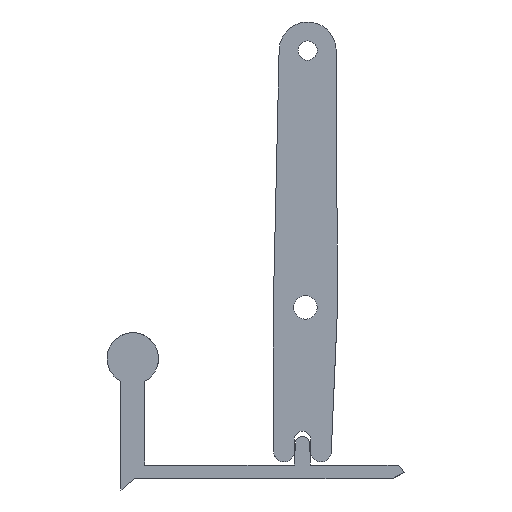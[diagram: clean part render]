
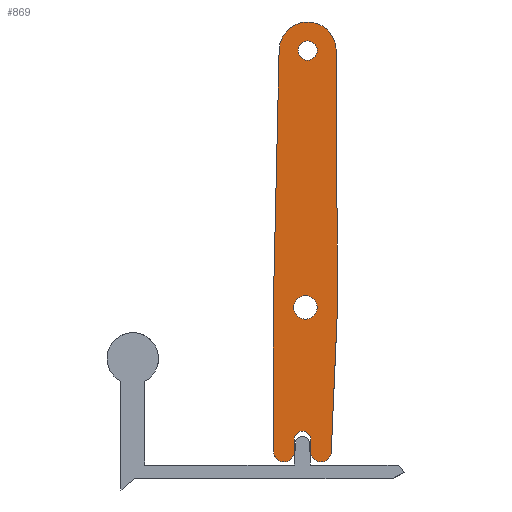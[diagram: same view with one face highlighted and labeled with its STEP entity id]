
A CAD part, front view. The second image highlights one B-rep face of the part: STEP entity #869.
In plain terms, the highlighted planar face has unit normal (0, -1, 0).
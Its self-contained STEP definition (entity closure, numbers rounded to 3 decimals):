
#17=FACE_BOUND('',#110,.T.);
#18=FACE_BOUND('',#111,.T.);
#24=PLANE('',#934);
#61=FACE_OUTER_BOUND('',#109,.T.);
#109=EDGE_LOOP('',(#610,#611,#612,#613,#614,#615,#616,#617,#618,#619,#620,
#621,#622));
#110=EDGE_LOOP('',(#623));
#111=EDGE_LOOP('',(#624));
#162=LINE('',#1277,#260);
#166=LINE('',#1284,#264);
#167=LINE('',#1291,#265);
#168=LINE('',#1295,#266);
#169=LINE('',#1299,#267);
#170=LINE('',#1303,#268);
#260=VECTOR('',#1020,10.);
#264=VECTOR('',#1026,10.);
#265=VECTOR('',#1033,10.);
#266=VECTOR('',#1036,10.);
#267=VECTOR('',#1039,10.);
#268=VECTOR('',#1042,10.);
#356=CIRCLE('',#931,1.164);
#357=CIRCLE('',#935,1.45);
#358=CIRCLE('',#936,1.45);
#359=CIRCLE('',#937,4.5);
#360=CIRCLE('',#938,4.);
#361=CIRCLE('',#939,4.5);
#362=CIRCLE('',#940,1.45);
#363=CIRCLE('',#941,1.65);
#364=CIRCLE('',#942,1.35);
#387=VERTEX_POINT('',#1268);
#388=VERTEX_POINT('',#1270);
#390=VERTEX_POINT('',#1276);
#392=VERTEX_POINT('',#1282);
#393=VERTEX_POINT('',#1286);
#394=VERTEX_POINT('',#1288);
#395=VERTEX_POINT('',#1290);
#396=VERTEX_POINT('',#1292);
#397=VERTEX_POINT('',#1294);
#398=VERTEX_POINT('',#1296);
#399=VERTEX_POINT('',#1298);
#400=VERTEX_POINT('',#1300);
#401=VERTEX_POINT('',#1302);
#402=VERTEX_POINT('',#1305);
#403=VERTEX_POINT('',#1307);
#472=EDGE_CURVE('',#388,#387,#356,.T.);
#475=EDGE_CURVE('',#390,#388,#162,.T.);
#479=EDGE_CURVE('',#387,#392,#166,.T.);
#480=EDGE_CURVE('',#390,#393,#357,.T.);
#481=EDGE_CURVE('',#394,#392,#358,.T.);
#482=EDGE_CURVE('',#395,#394,#167,.T.);
#483=EDGE_CURVE('',#396,#395,#359,.T.);
#484=EDGE_CURVE('',#397,#396,#168,.T.);
#485=EDGE_CURVE('',#398,#397,#360,.T.);
#486=EDGE_CURVE('',#398,#399,#169,.T.);
#487=EDGE_CURVE('',#400,#399,#361,.T.);
#488=EDGE_CURVE('',#401,#400,#170,.T.);
#489=EDGE_CURVE('',#393,#401,#362,.T.);
#490=EDGE_CURVE('',#402,#402,#363,.T.);
#491=EDGE_CURVE('',#403,#403,#364,.T.);
#610=ORIENTED_EDGE('',*,*,#480,.F.);
#611=ORIENTED_EDGE('',*,*,#475,.T.);
#612=ORIENTED_EDGE('',*,*,#472,.T.);
#613=ORIENTED_EDGE('',*,*,#479,.T.);
#614=ORIENTED_EDGE('',*,*,#481,.F.);
#615=ORIENTED_EDGE('',*,*,#482,.F.);
#616=ORIENTED_EDGE('',*,*,#483,.F.);
#617=ORIENTED_EDGE('',*,*,#484,.F.);
#618=ORIENTED_EDGE('',*,*,#485,.F.);
#619=ORIENTED_EDGE('',*,*,#486,.T.);
#620=ORIENTED_EDGE('',*,*,#487,.F.);
#621=ORIENTED_EDGE('',*,*,#488,.F.);
#622=ORIENTED_EDGE('',*,*,#489,.F.);
#623=ORIENTED_EDGE('',*,*,#490,.F.);
#624=ORIENTED_EDGE('',*,*,#491,.F.);
#869=ADVANCED_FACE('',(#61,#17,#18),#24,.F.);
#931=AXIS2_PLACEMENT_3D('',#1271,#1014,#1015);
#934=AXIS2_PLACEMENT_3D('',#1285,#1027,#1028);
#935=AXIS2_PLACEMENT_3D('',#1287,#1029,#1030);
#936=AXIS2_PLACEMENT_3D('',#1289,#1031,#1032);
#937=AXIS2_PLACEMENT_3D('',#1293,#1034,#1035);
#938=AXIS2_PLACEMENT_3D('',#1297,#1037,#1038);
#939=AXIS2_PLACEMENT_3D('',#1301,#1040,#1041);
#940=AXIS2_PLACEMENT_3D('',#1304,#1043,#1044);
#941=AXIS2_PLACEMENT_3D('',#1306,#1045,#1046);
#942=AXIS2_PLACEMENT_3D('',#1308,#1047,#1048);
#1014=DIRECTION('center_axis',(0.,1.,0.));
#1015=DIRECTION('ref_axis',(-1.,0.,0.));
#1020=DIRECTION('',(0.,0.,1.));
#1026=DIRECTION('',(-0.026,0.,-1.));
#1027=DIRECTION('center_axis',(0.,1.,0.));
#1028=DIRECTION('ref_axis',(-1.,0.,0.));
#1029=DIRECTION('center_axis',(0.,1.,0.));
#1030=DIRECTION('ref_axis',(-1.,0.,0.));
#1031=DIRECTION('center_axis',(0.,1.,0.));
#1032=DIRECTION('ref_axis',(-1.,0.,0.));
#1033=DIRECTION('',(-0.044,0.,-0.999));
#1034=DIRECTION('center_axis',(0.,1.,0.));
#1035=DIRECTION('ref_axis',(-1.,0.,0.));
#1036=DIRECTION('',(0.005,0.,-1.));
#1037=DIRECTION('center_axis',(0.,1.,0.));
#1038=DIRECTION('ref_axis',(-1.,0.,0.));
#1039=DIRECTION('',(-0.023,0.,-1.));
#1040=DIRECTION('center_axis',(0.,1.,0.));
#1041=DIRECTION('ref_axis',(-1.,0.,0.));
#1042=DIRECTION('',(-0.002,0.,1.));
#1043=DIRECTION('center_axis',(0.,1.,0.));
#1044=DIRECTION('ref_axis',(-1.,0.,0.));
#1045=DIRECTION('center_axis',(0.,-1.,0.));
#1046=DIRECTION('ref_axis',(-1.,0.,0.));
#1047=DIRECTION('center_axis',(0.,-1.,0.));
#1048=DIRECTION('ref_axis',(-1.,0.,0.));
#1268=CARTESIAN_POINT('',(4.316,2.,28.491));
#1270=CARTESIAN_POINT('',(1.989,2.,28.493));
#1271=CARTESIAN_POINT('Origin',(3.152,2.,28.493));
#1276=CARTESIAN_POINT('',(1.989,2.,26.797));
#1277=CARTESIAN_POINT('',(1.989,2.,45.926));
#1282=CARTESIAN_POINT('',(4.276,2.,26.934));
#1284=CARTESIAN_POINT('',(4.79,2.,46.751));
#1285=CARTESIAN_POINT('Origin',(3.546,2.,65.056));
#1286=CARTESIAN_POINT('',(1.989,2.,26.779));
#1287=CARTESIAN_POINT('Origin',(0.539,2.,26.779));
#1288=CARTESIAN_POINT('',(7.167,2.,26.723));
#1289=CARTESIAN_POINT('Origin',(5.718,2.,26.786));
#1290=CARTESIAN_POINT('',(8.04,2.,46.787));
#1291=CARTESIAN_POINT('',(8.042,2.,46.821));
#1292=CARTESIAN_POINT('',(8.045,2.,47.023));
#1293=CARTESIAN_POINT('Origin',(3.545,2.,47.));
#1294=CARTESIAN_POINT('',(7.86,2.,83.019));
#1295=CARTESIAN_POINT('',(7.86,2.,83.019));
#1296=CARTESIAN_POINT('',(-0.139,2.,83.089));
#1297=CARTESIAN_POINT('Origin',(3.86,2.,82.999));
#1298=CARTESIAN_POINT('',(-0.953,2.,47.102));
#1299=CARTESIAN_POINT('',(-0.139,2.,83.089));
#1300=CARTESIAN_POINT('',(-0.942,2.,46.662));
#1301=CARTESIAN_POINT('Origin',(3.545,2.,47.));
#1302=CARTESIAN_POINT('',(-0.911,2.,26.777));
#1303=CARTESIAN_POINT('',(-0.911,2.,26.777));
#1304=CARTESIAN_POINT('Origin',(0.539,2.,26.779));
#1305=CARTESIAN_POINT('',(5.195,2.,47.));
#1306=CARTESIAN_POINT('Origin',(3.545,2.,47.));
#1307=CARTESIAN_POINT('',(5.21,2.,82.999));
#1308=CARTESIAN_POINT('Origin',(3.86,2.,82.999));
